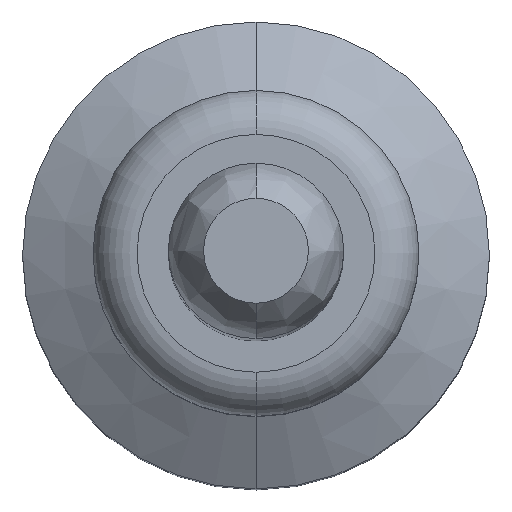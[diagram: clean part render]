
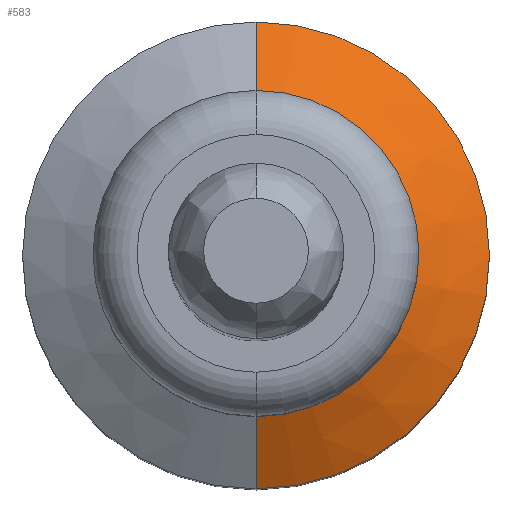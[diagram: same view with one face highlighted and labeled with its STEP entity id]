
A CAD part, top view. The second image highlights one B-rep face of the part: STEP entity #583.
In plain terms, the highlighted conical face has half-angle 61 degrees and reference radius 2.2 mm.
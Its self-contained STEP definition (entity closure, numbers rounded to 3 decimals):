
#41=CARTESIAN_POINT('',(0.,0.,-10.9));
#42=DIRECTION('',(0.,0.,-1.));
#43=DIRECTION('',(0.,1.,0.));
#44=AXIS2_PLACEMENT_3D('',#41,#42,#43);
#46=DIRECTION('',(0.,-0.875,0.485));
#47=VECTOR('',#46,1.029);
#48=CARTESIAN_POINT('',(0.,2.65,-10.9));
#49=LINE('',#48,#47);
#50=DIRECTION('',(0.,0.875,0.485));
#51=VECTOR('',#50,1.029);
#52=CARTESIAN_POINT('',(0.,-2.65,-10.9));
#53=LINE('',#52,#51);
#140=CARTESIAN_POINT('',(0.,0.,-10.401));
#141=DIRECTION('',(0.,0.,-1.));
#142=DIRECTION('',(0.,1.,0.));
#143=AXIS2_PLACEMENT_3D('',#140,#141,#142);
#438=CARTESIAN_POINT('',(0.,2.65,-10.9));
#440=VERTEX_POINT('',#438);
#441=CARTESIAN_POINT('',(0.,1.75,-10.401));
#442=VERTEX_POINT('',#441);
#448=CARTESIAN_POINT('',(0.,-2.65,-10.9));
#450=VERTEX_POINT('',#448);
#451=CARTESIAN_POINT('',(0.,-1.75,-10.401));
#452=VERTEX_POINT('',#451);
#569=CARTESIAN_POINT('',(0.,0.,-10.651));
#570=DIRECTION('',(0.,0.,-1.));
#571=DIRECTION('',(0.,-1.,0.));
#572=AXIS2_PLACEMENT_3D('',#569,#570,#571);
#573=CONICAL_SURFACE('',#572,2.2,61.);
#575=ORIENTED_EDGE('',*,*,#574,.F.);
#576=ORIENTED_EDGE('',*,*,#564,.T.);
#578=ORIENTED_EDGE('',*,*,#577,.T.);
#580=ORIENTED_EDGE('',*,*,#579,.F.);
#581=EDGE_LOOP('',(#575,#576,#578,#580));
#582=FACE_OUTER_BOUND('',#581,.F.);
#45=CIRCLE('',#44,2.65);
#144=CIRCLE('',#143,1.75);
#564=EDGE_CURVE('',#440,#450,#45,.T.);
#574=EDGE_CURVE('',#440,#442,#49,.T.);
#577=EDGE_CURVE('',#450,#452,#53,.T.);
#579=EDGE_CURVE('',#442,#452,#144,.T.);
#583=ADVANCED_FACE('',(#582),#573,.T.);
